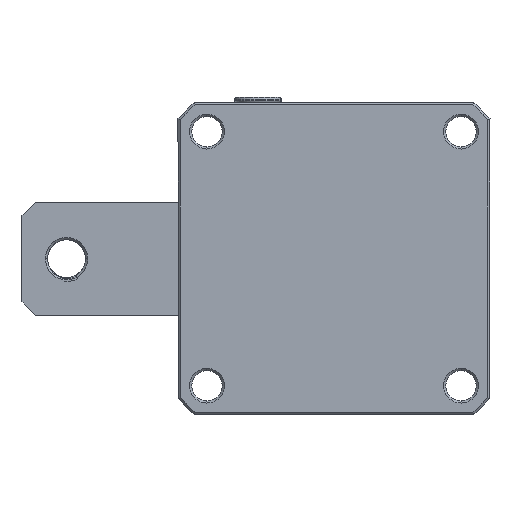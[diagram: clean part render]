
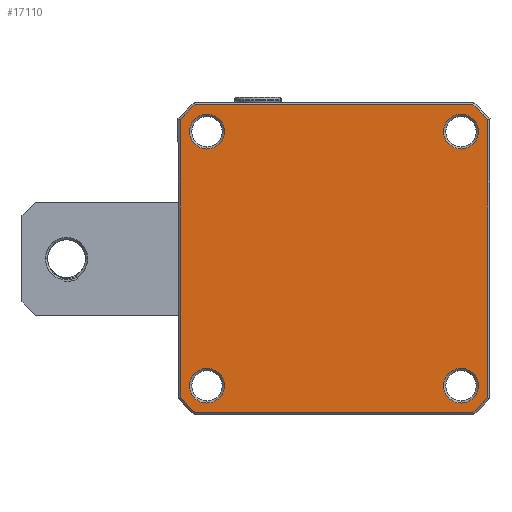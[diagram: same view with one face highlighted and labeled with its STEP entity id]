
A CAD part, front view. The second image highlights one B-rep face of the part: STEP entity #17110.
In plain terms, the highlighted planar face has unit normal (0, -1, 0).
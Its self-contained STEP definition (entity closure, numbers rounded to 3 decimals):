
#128 = VERTEX_POINT ( 'NONE', #3737 ) ;
#526 = DIRECTION ( 'NONE',  ( 0., 1., 0. ) ) ;
#538 = FACE_BOUND ( 'NONE', #19444, .T. ) ;
#694 = EDGE_CURVE ( 'NONE', #32116, #48091, #12438, .T. ) ;
#1100 = AXIS2_PLACEMENT_3D ( 'NONE', #7090, #7050, #6928 ) ;
#1104 = LINE ( 'NONE', #24642, #10220 ) ;
#1242 = CARTESIAN_POINT ( 'NONE',  ( -13868.412, 2003.376, -28.5 ) ) ;
#1402 = VERTEX_POINT ( 'NONE', #47476 ) ;
#2197 = DIRECTION ( 'NONE',  ( 0., 0., -1. ) ) ;
#2738 = EDGE_LOOP ( 'NONE', ( #11643, #5825, #29832, #5398, #14797, #22574, #22291, #35902 ) ) ;
#2821 = DIRECTION ( 'NONE',  ( 0., -1., 0. ) ) ;
#3735 = EDGE_CURVE ( 'NONE', #4974, #31768, #24312, .T. ) ;
#3737 = CARTESIAN_POINT ( 'NONE',  ( -13925.412, 2003.376, -24.6 ) ) ;
#3815 = DIRECTION ( 'NONE',  ( 0., 0., 1. ) ) ;
#3835 = CARTESIAN_POINT ( 'NONE',  ( -13868.412, 2003.376, 24.6 ) ) ;
#4208 = CARTESIAN_POINT ( 'NONE',  ( -13862.412, 2003.376, 0. ) ) ;
#4608 = DIRECTION ( 'NONE',  ( 0., -1., 0. ) ) ;
#4974 = VERTEX_POINT ( 'NONE', #8555 ) ;
#5133 = DIRECTION ( 'NONE',  ( 0., 0., -1. ) ) ;
#5173 = DIRECTION ( 'NONE',  ( -1., 0., 0. ) ) ;
#5261 = ORIENTED_EDGE ( 'NONE', *, *, #29572, .F. ) ;
#5268 = DIRECTION ( 'NONE',  ( 0., 1., 0. ) ) ;
#5398 = ORIENTED_EDGE ( 'NONE', *, *, #40437, .F. ) ;
#5625 = AXIS2_PLACEMENT_3D ( 'NONE', #38569, #38510, #38446 ) ;
#5637 = EDGE_LOOP ( 'NONE', ( #8492, #10718 ) ) ;
#5825 = ORIENTED_EDGE ( 'NONE', *, *, #37156, .F. ) ;
#6086 = EDGE_LOOP ( 'NONE', ( #5261, #18191 ) ) ;
#6928 = DIRECTION ( 'NONE',  ( 0., 0., -1. ) ) ;
#7050 = DIRECTION ( 'NONE',  ( 0., -1., 0. ) ) ;
#7090 = CARTESIAN_POINT ( 'NONE',  ( -13868.412, 2003.376, 28.5 ) ) ;
#7286 = CARTESIAN_POINT ( 'NONE',  ( -13868.412, 2003.376, -32.4 ) ) ;
#7525 = EDGE_CURVE ( 'NONE', #26794, #128, #47029, .T. ) ;
#8335 = PLANE ( 'NONE',  #16772 ) ;
#8492 = ORIENTED_EDGE ( 'NONE', *, *, #11109, .F. ) ;
#8539 = EDGE_CURVE ( 'NONE', #48091, #32116, #34348, .T. ) ;
#8555 = CARTESIAN_POINT ( 'NONE',  ( -13925.412, 2003.376, 32.4 ) ) ;
#9267 = VERTEX_POINT ( 'NONE', #13921 ) ;
#9778 = LINE ( 'NONE', #32648, #39880 ) ;
#9977 = AXIS2_PLACEMENT_3D ( 'NONE', #28129, #4608, #32092 ) ;
#10220 = VECTOR ( 'NONE', #28615, 1000. ) ;
#10465 = ORIENTED_EDGE ( 'NONE', *, *, #20780, .F. ) ;
#10718 = ORIENTED_EDGE ( 'NONE', *, *, #34179, .F. ) ;
#11109 = EDGE_CURVE ( 'NONE', #40037, #40093, #11692, .T. ) ;
#11315 = DIRECTION ( 'NONE',  ( 0., 0., -1. ) ) ;
#11374 = DIRECTION ( 'NONE',  ( 0., -1., 0. ) ) ;
#11425 = CARTESIAN_POINT ( 'NONE',  ( -13925.412, 2003.376, 28.5 ) ) ;
#11643 = ORIENTED_EDGE ( 'NONE', *, *, #43309, .F. ) ;
#11692 = CIRCLE ( 'NONE', #9977, 3.9 ) ;
#11997 = VERTEX_POINT ( 'NONE', #46125 ) ;
#12087 = FACE_OUTER_BOUND ( 'NONE', #2738, .T. ) ;
#12240 = CARTESIAN_POINT ( 'NONE',  ( 0., 2003.376, 0. ) ) ;
#12293 = CARTESIAN_POINT ( 'NONE',  ( -13868.412, 2003.376, 28.5 ) ) ;
#12438 = CIRCLE ( 'NONE', #21562, 3.9 ) ;
#12919 = CIRCLE ( 'NONE', #36283, 3.9 ) ;
#13340 = AXIS2_PLACEMENT_3D ( 'NONE', #28795, #5268, #32732 ) ;
#13921 = CARTESIAN_POINT ( 'NONE',  ( -13862.412, 2003.376, 31.177 ) ) ;
#14060 = EDGE_LOOP ( 'NONE', ( #42058, #10465 ) ) ;
#14717 = CARTESIAN_POINT ( 'NONE',  ( -13868.412, 2003.376, 32.4 ) ) ;
#14797 = ORIENTED_EDGE ( 'NONE', *, *, #39488, .F. ) ;
#15224 = CIRCLE ( 'NONE', #37072, 3.9 ) ;
#16208 = DIRECTION ( 'NONE',  ( 0., 0., 1. ) ) ;
#16772 = AXIS2_PLACEMENT_3D ( 'NONE', #12240, #526, #16208 ) ;
#16821 = CARTESIAN_POINT ( 'NONE',  ( -13896.912, 2003.376, 0. ) ) ;
#17110 = ADVANCED_FACE ( 'NONE', ( #538, #33024, #42152, #49937, #12087 ), #8335, .F. ) ;
#17166 = CARTESIAN_POINT ( 'NONE',  ( -13896.912, 2003.376, 0. ) ) ;
#17670 = LINE ( 'NONE', #19127, #37339 ) ;
#18191 = ORIENTED_EDGE ( 'NONE', *, *, #3735, .F. ) ;
#18768 = VERTEX_POINT ( 'NONE', #43905 ) ;
#19127 = CARTESIAN_POINT ( 'NONE',  ( 0., 2003.376, 34.5 ) ) ;
#19444 = EDGE_LOOP ( 'NONE', ( #30024, #45692 ) ) ;
#19490 = LINE ( 'NONE', #4208, #29963 ) ;
#20200 = CARTESIAN_POINT ( 'NONE',  ( -13925.412, 2003.376, -32.4 ) ) ;
#20780 = EDGE_CURVE ( 'NONE', #128, #26794, #12919, .T. ) ;
#20785 = DIRECTION ( 'NONE',  ( 0., 0., 1. ) ) ;
#21124 = DIRECTION ( 'NONE',  ( 0., 0., 1. ) ) ;
#21562 = AXIS2_PLACEMENT_3D ( 'NONE', #12293, #39796, #31379 ) ;
#22008 = AXIS2_PLACEMENT_3D ( 'NONE', #1242, #28662, #5133 ) ;
#22291 = ORIENTED_EDGE ( 'NONE', *, *, #29347, .F. ) ;
#22574 = ORIENTED_EDGE ( 'NONE', *, *, #40141, .F. ) ;
#22900 = VERTEX_POINT ( 'NONE', #27532 ) ;
#24312 = CIRCLE ( 'NONE', #28278, 3.9 ) ;
#24642 = CARTESIAN_POINT ( 'NONE',  ( -13931.412, 2003.376, 0. ) ) ;
#25087 = VERTEX_POINT ( 'NONE', #32060 ) ;
#25661 = DIRECTION ( 'NONE',  ( 0., -1., 0. ) ) ;
#26298 = CARTESIAN_POINT ( 'NONE',  ( -13925.412, 2003.376, -28.5 ) ) ;
#26794 = VERTEX_POINT ( 'NONE', #20200 ) ;
#27318 = DIRECTION ( 'NONE',  ( 0., 1., 0. ) ) ;
#27532 = CARTESIAN_POINT ( 'NONE',  ( -13862.412, 2003.376, -31.177 ) ) ;
#27722 = DIRECTION ( 'NONE',  ( 0., 0., -1. ) ) ;
#28129 = CARTESIAN_POINT ( 'NONE',  ( -13868.412, 2003.376, -28.5 ) ) ;
#28278 = AXIS2_PLACEMENT_3D ( 'NONE', #11425, #11374, #11315 ) ;
#28615 = DIRECTION ( 'NONE',  ( 0., 0., 1. ) ) ;
#28662 = DIRECTION ( 'NONE',  ( 0., -1., 0. ) ) ;
#28795 = CARTESIAN_POINT ( 'NONE',  ( -13896.912, 2003.376, 0. ) ) ;
#28796 = VERTEX_POINT ( 'NONE', #29859 ) ;
#29347 = EDGE_CURVE ( 'NONE', #11997, #25087, #41759, .T. ) ;
#29572 = EDGE_CURVE ( 'NONE', #31768, #4974, #15224, .T. ) ;
#29832 = ORIENTED_EDGE ( 'NONE', *, *, #32584, .F. ) ;
#29859 = CARTESIAN_POINT ( 'NONE',  ( -13865.735, 2003.376, -34.5 ) ) ;
#29963 = VECTOR ( 'NONE', #27722, 1000. ) ;
#30024 = ORIENTED_EDGE ( 'NONE', *, *, #694, .F. ) ;
#30106 = CIRCLE ( 'NONE', #22008, 3.9 ) ;
#30287 = DIRECTION ( 'NONE',  ( 0., 0., -1. ) ) ;
#31379 = DIRECTION ( 'NONE',  ( 0., 0., -1. ) ) ;
#31768 = VERTEX_POINT ( 'NONE', #45423 ) ;
#32060 = CARTESIAN_POINT ( 'NONE',  ( -13928.089, 2003.376, 34.5 ) ) ;
#32092 = DIRECTION ( 'NONE',  ( 0., 0., -1. ) ) ;
#32116 = VERTEX_POINT ( 'NONE', #3835 ) ;
#32281 = VERTEX_POINT ( 'NONE', #35758 ) ;
#32584 = EDGE_CURVE ( 'NONE', #22900, #28796, #42949, .T. ) ;
#32648 = CARTESIAN_POINT ( 'NONE',  ( 0., 2003.376, -34.5 ) ) ;
#32732 = DIRECTION ( 'NONE',  ( -1., 0., 0. ) ) ;
#33024 = FACE_BOUND ( 'NONE', #5637, .T. ) ;
#33059 = CIRCLE ( 'NONE', #38561, 46.5 ) ;
#34179 = EDGE_CURVE ( 'NONE', #40093, #40037, #30106, .T. ) ;
#34348 = CIRCLE ( 'NONE', #1100, 3.9 ) ;
#34926 = DIRECTION ( 'NONE',  ( 1., 0., 0. ) ) ;
#35758 = CARTESIAN_POINT ( 'NONE',  ( -13931.412, 2003.376, -31.177 ) ) ;
#35902 = ORIENTED_EDGE ( 'NONE', *, *, #41679, .F. ) ;
#36283 = AXIS2_PLACEMENT_3D ( 'NONE', #26298, #2821, #30287 ) ;
#36294 = AXIS2_PLACEMENT_3D ( 'NONE', #16821, #44219, #20785 ) ;
#36601 = CIRCLE ( 'NONE', #36294, 46.5 ) ;
#37072 = AXIS2_PLACEMENT_3D ( 'NONE', #48976, #25661, #2197 ) ;
#37156 = EDGE_CURVE ( 'NONE', #28796, #1402, #9778, .T. ) ;
#37339 = VECTOR ( 'NONE', #34926, 1000. ) ;
#38446 = DIRECTION ( 'NONE',  ( 0., 0., -1. ) ) ;
#38510 = DIRECTION ( 'NONE',  ( 0., -1., 0. ) ) ;
#38561 = AXIS2_PLACEMENT_3D ( 'NONE', #50544, #27318, #3815 ) ;
#38569 = CARTESIAN_POINT ( 'NONE',  ( -13925.412, 2003.376, -28.5 ) ) ;
#39488 = EDGE_CURVE ( 'NONE', #18768, #9267, #33059, .T. ) ;
#39796 = DIRECTION ( 'NONE',  ( 0., -1., 0. ) ) ;
#39880 = VECTOR ( 'NONE', #5173, 1000. ) ;
#40037 = VERTEX_POINT ( 'NONE', #7286 ) ;
#40093 = VERTEX_POINT ( 'NONE', #42576 ) ;
#40141 = EDGE_CURVE ( 'NONE', #25087, #18768, #17670, .T. ) ;
#40437 = EDGE_CURVE ( 'NONE', #9267, #22900, #19490, .T. ) ;
#41679 = EDGE_CURVE ( 'NONE', #32281, #11997, #1104, .T. ) ;
#41759 = CIRCLE ( 'NONE', #13340, 46.5 ) ;
#42058 = ORIENTED_EDGE ( 'NONE', *, *, #7525, .F. ) ;
#42152 = FACE_BOUND ( 'NONE', #6086, .T. ) ;
#42576 = CARTESIAN_POINT ( 'NONE',  ( -13868.412, 2003.376, -24.6 ) ) ;
#42949 = CIRCLE ( 'NONE', #46821, 46.5 ) ;
#43309 = EDGE_CURVE ( 'NONE', #1402, #32281, #36601, .T. ) ;
#43905 = CARTESIAN_POINT ( 'NONE',  ( -13865.735, 2003.376, 34.5 ) ) ;
#44219 = DIRECTION ( 'NONE',  ( 0., 1., 0. ) ) ;
#44555 = DIRECTION ( 'NONE',  ( 0., 1., 0. ) ) ;
#45423 = CARTESIAN_POINT ( 'NONE',  ( -13925.412, 2003.376, 24.6 ) ) ;
#45692 = ORIENTED_EDGE ( 'NONE', *, *, #8539, .F. ) ;
#46125 = CARTESIAN_POINT ( 'NONE',  ( -13931.412, 2003.376, 31.177 ) ) ;
#46821 = AXIS2_PLACEMENT_3D ( 'NONE', #17166, #44555, #21124 ) ;
#47029 = CIRCLE ( 'NONE', #5625, 3.9 ) ;
#47476 = CARTESIAN_POINT ( 'NONE',  ( -13928.089, 2003.376, -34.5 ) ) ;
#48091 = VERTEX_POINT ( 'NONE', #14717 ) ;
#48976 = CARTESIAN_POINT ( 'NONE',  ( -13925.412, 2003.376, 28.5 ) ) ;
#49937 = FACE_BOUND ( 'NONE', #14060, .T. ) ;
#50544 = CARTESIAN_POINT ( 'NONE',  ( -13896.912, 2003.376, 0. ) ) ;
